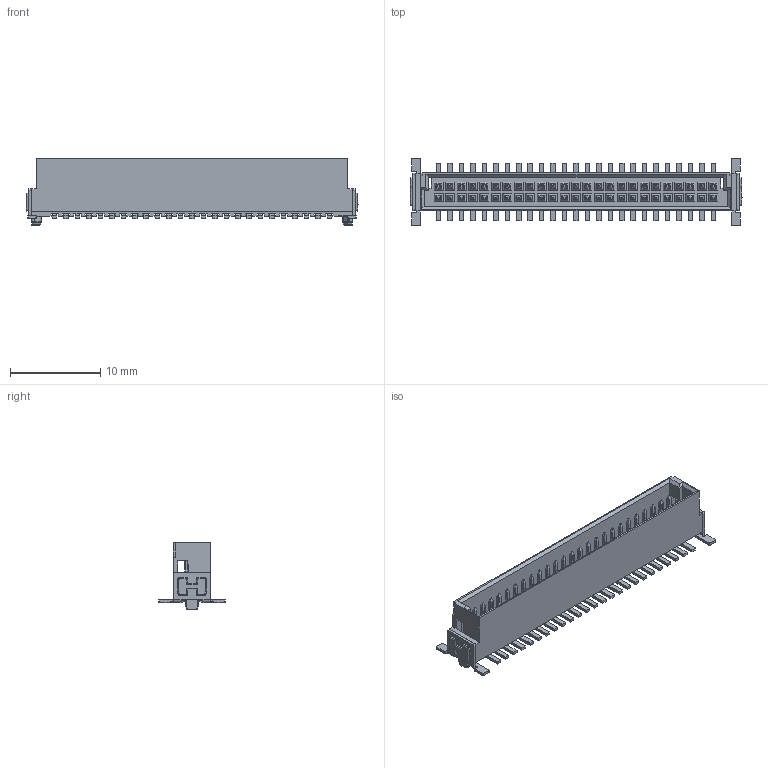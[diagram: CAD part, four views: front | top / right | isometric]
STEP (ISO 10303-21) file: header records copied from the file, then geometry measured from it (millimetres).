
FILE_DESCRIPTION(('CATIA V5 STEP Exchange','CAx-IF Rec.Pracs.--- Model Styling and Organization---1.4--- 2014-01-23'),'2;1');
FILE_NAME ('D1463894_0_2747040000_2747040000.stp','2020-10-05T13:08:35+00:00',('none'),('Weidmueller'),'CATIA Version 5-6 Release 2016 SP3 HF44','CATIA V5 STEP AP214','none');
FILE_SCHEMA(('AUTOMOTIVE_DESIGN { 1 0 10303 214 1 1 1 1 }'));
Products named in the file (1): 2747040000
Bounding box: 36.83 x 7.38 x 7.38 mm (x, y, z)
Volume: 400.9 mm3; surface area: 1742.7 mm2
Topology: 1 solids, 1 shells, 2431 faces, 6602 edges, 4305 vertices
Faces by surface type: plane 1583, cylinder 544, bspline 162, torus 117, cone 25
Entity records: 91413 total; most frequent: CARTESIAN_POINT 35010, ORIENTED_EDGE 13196, DIRECTION 8611, EDGE_CURVE 6598, VECTOR 4617, LINE 4617, VERTEX_POINT 4306, EDGE_LOOP 2584
